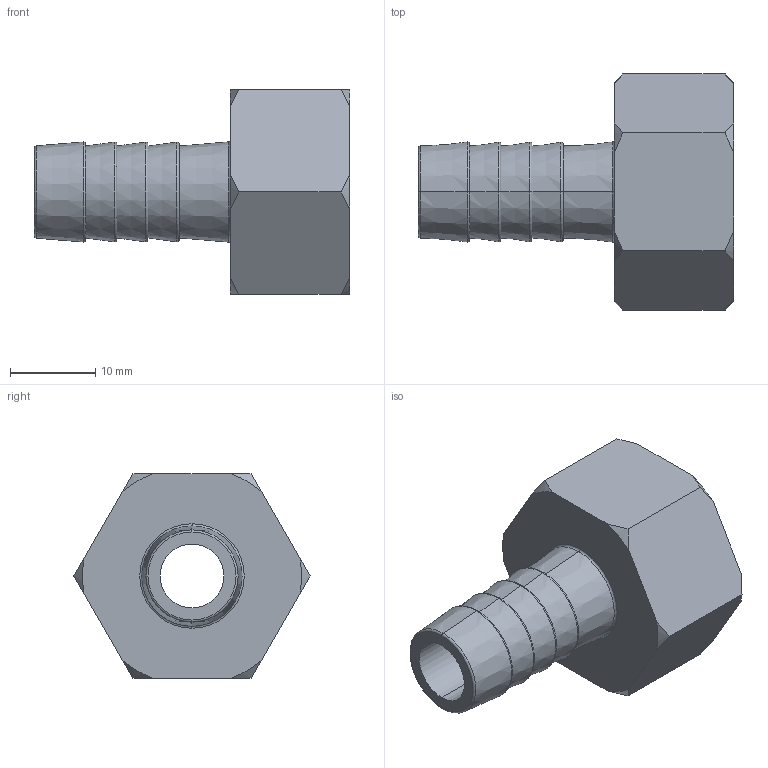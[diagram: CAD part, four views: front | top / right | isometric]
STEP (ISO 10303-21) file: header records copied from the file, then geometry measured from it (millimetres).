
FILE_DESCRIPTION (( 'STEP AP203' ), '1' );
FILE_NAME ('VTr.654.STEP', '2018-05-29T05:31:43', ( 'User' ), ( '' ), 'SwSTEP 2.0', 'SolidWorks 2017', '' );
FILE_SCHEMA (( 'CONFIG_CONTROL_DESIGN' ));
Length unit declared in the file: millimetre
Products named in the file (1): VTr.654
Bounding box: 37 x 27.71 x 24 mm (x, y, z)
Volume: 4866.4 mm3; surface area: 4546.2 mm2
Topology: 1 solids, 1 shells, 71 faces, 174 edges, 111 vertices
Faces by surface type: cone 27, plane 15, cylinder 13, torus 12, bspline 4
Entity records: 3583 total; most frequent: CARTESIAN_POINT 1925, ORIENTED_EDGE 348, DIRECTION 320, EDGE_CURVE 174, AXIS2_PLACEMENT_3D 138, VERTEX_POINT 111, EDGE_LOOP 79, ADVANCED_FACE 71
